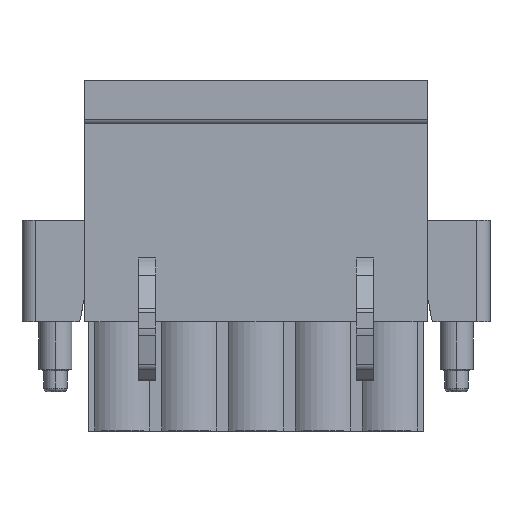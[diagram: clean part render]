
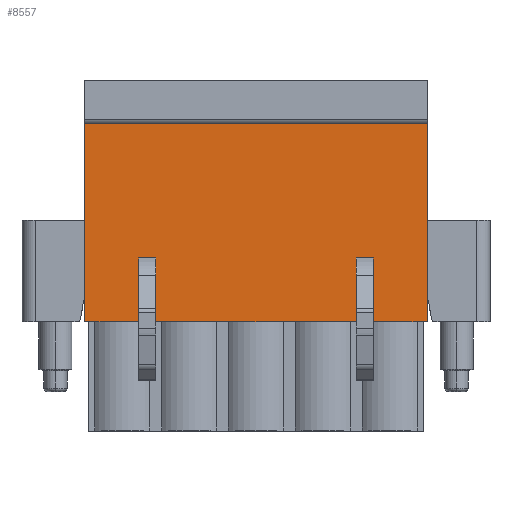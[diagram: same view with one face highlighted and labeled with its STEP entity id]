
A CAD part, top view. The second image highlights one B-rep face of the part: STEP entity #8557.
In plain terms, the highlighted planar face has unit normal (0, 0, 1).
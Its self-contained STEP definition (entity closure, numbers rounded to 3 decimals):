
#18=DIRECTION('',(0.,-1.,0.));
#19=VECTOR('',#18,15.1);
#20=CARTESIAN_POINT('',(0.,9.44,6.96));
#21=LINE('',#20,#19);
#391=DIRECTION('',(-1.,0.,0.));
#392=VECTOR('',#391,4.09);
#393=CARTESIAN_POINT('',(-21.93,-5.66,6.96));
#394=LINE('',#393,#392);
#399=DIRECTION('',(-1.,0.,0.));
#400=VECTOR('',#399,15.24);
#401=CARTESIAN_POINT('',(-5.39,-5.66,6.96));
#402=LINE('',#401,#400);
#407=DIRECTION('',(-1.,0.,0.));
#408=VECTOR('',#407,4.09);
#409=CARTESIAN_POINT('',(0.,-5.66,6.96));
#410=LINE('',#409,#408);
#1419=DIRECTION('',(0.,-1.,0.));
#1420=VECTOR('',#1419,15.1);
#1421=CARTESIAN_POINT('',(-26.02,9.44,6.96));
#1422=LINE('',#1421,#1420);
#2452=DIRECTION('',(0.,1.,0.));
#2453=VECTOR('',#2452,4.844);
#2454=CARTESIAN_POINT('',(-21.93,-5.66,6.96));
#2455=LINE('',#2454,#2453);
#2456=DIRECTION('',(-1.,0.,0.));
#2457=VECTOR('',#2456,26.02);
#2458=CARTESIAN_POINT('',(0.,9.44,6.96));
#2459=LINE('',#2458,#2457);
#2460=DIRECTION('',(0.,1.,0.));
#2461=VECTOR('',#2460,4.844);
#2462=CARTESIAN_POINT('',(-4.09,-5.66,6.96));
#2463=LINE('',#2462,#2461);
#2464=DIRECTION('',(1.,0.,0.));
#2465=VECTOR('',#2464,1.3);
#2466=CARTESIAN_POINT('',(-5.39,-0.816,6.96));
#2467=LINE('',#2466,#2465);
#2468=DIRECTION('',(0.,1.,0.));
#2469=VECTOR('',#2468,4.844);
#2470=CARTESIAN_POINT('',(-5.39,-5.66,6.96));
#2471=LINE('',#2470,#2469);
#2472=DIRECTION('',(0.,1.,0.));
#2473=VECTOR('',#2472,4.844);
#2474=CARTESIAN_POINT('',(-20.63,-5.66,6.96));
#2475=LINE('',#2474,#2473);
#2476=DIRECTION('',(1.,0.,0.));
#2477=VECTOR('',#2476,1.3);
#2478=CARTESIAN_POINT('',(-21.93,-0.816,6.96));
#2479=LINE('',#2478,#2477);
#4135=CARTESIAN_POINT('',(0.,9.44,6.96));
#4136=CARTESIAN_POINT('',(0.,-5.66,6.96));
#4137=VERTEX_POINT('',#4135);
#4138=VERTEX_POINT('',#4136);
#4173=CARTESIAN_POINT('',(-26.02,9.44,6.96));
#4174=CARTESIAN_POINT('',(-26.02,-5.66,6.96));
#4175=VERTEX_POINT('',#4173);
#4176=VERTEX_POINT('',#4174);
#5339=CARTESIAN_POINT('',(-4.09,-5.66,6.96));
#5340=CARTESIAN_POINT('',(-4.09,-0.816,6.96));
#5341=VERTEX_POINT('',#5339);
#5342=VERTEX_POINT('',#5340);
#5343=CARTESIAN_POINT('',(-5.39,-5.66,6.96));
#5344=CARTESIAN_POINT('',(-5.39,-0.816,6.96));
#5345=VERTEX_POINT('',#5343);
#5346=VERTEX_POINT('',#5344);
#5407=CARTESIAN_POINT('',(-21.93,-5.66,6.96));
#5408=VERTEX_POINT('',#5407);
#5409=CARTESIAN_POINT('',(-21.93,-0.816,6.96));
#5410=VERTEX_POINT('',#5409);
#5411=CARTESIAN_POINT('',(-20.63,-5.66,6.96));
#5412=VERTEX_POINT('',#5411);
#5413=CARTESIAN_POINT('',(-20.63,-0.816,6.96));
#5414=VERTEX_POINT('',#5413);
#8532=CARTESIAN_POINT('',(0.,9.44,6.96));
#8533=DIRECTION('',(0.,0.,1.));
#8534=DIRECTION('',(0.,-1.,0.));
#8535=AXIS2_PLACEMENT_3D('',#8532,#8533,#8534);
#8536=PLANE('',#8535);
#8538=ORIENTED_EDGE('',*,*,#8537,.F.);
#8539=ORIENTED_EDGE('',*,*,#5587,.T.);
#8540=ORIENTED_EDGE('',*,*,#7253,.F.);
#8541=ORIENTED_EDGE('',*,*,#8525,.F.);
#8542=ORIENTED_EDGE('',*,*,#5424,.T.);
#8543=ORIENTED_EDGE('',*,*,#5603,.T.);
#8545=ORIENTED_EDGE('',*,*,#8544,.T.);
#8547=ORIENTED_EDGE('',*,*,#8546,.F.);
#8549=ORIENTED_EDGE('',*,*,#8548,.F.);
#8550=ORIENTED_EDGE('',*,*,#5595,.T.);
#8552=ORIENTED_EDGE('',*,*,#8551,.T.);
#8554=ORIENTED_EDGE('',*,*,#8553,.F.);
#8555=EDGE_LOOP('',(#8538,#8539,#8540,#8541,#8542,#8543,#8545,#8547,#8549,#8550,
#8552,#8554));
#8556=FACE_OUTER_BOUND('',#8555,.F.);
#8557=ADVANCED_FACE('',(#8556),#8536,.T.);
#5424=EDGE_CURVE('',#4137,#4138,#21,.T.);
#5587=EDGE_CURVE('',#5408,#4176,#394,.T.);
#5595=EDGE_CURVE('',#5345,#5412,#402,.T.);
#5603=EDGE_CURVE('',#4138,#5341,#410,.T.);
#7253=EDGE_CURVE('',#4175,#4176,#1422,.T.);
#8525=EDGE_CURVE('',#4137,#4175,#2459,.T.);
#8537=EDGE_CURVE('',#5408,#5410,#2455,.T.);
#8544=EDGE_CURVE('',#5341,#5342,#2463,.T.);
#8546=EDGE_CURVE('',#5346,#5342,#2467,.T.);
#8548=EDGE_CURVE('',#5345,#5346,#2471,.T.);
#8551=EDGE_CURVE('',#5412,#5414,#2475,.T.);
#8553=EDGE_CURVE('',#5410,#5414,#2479,.T.);
